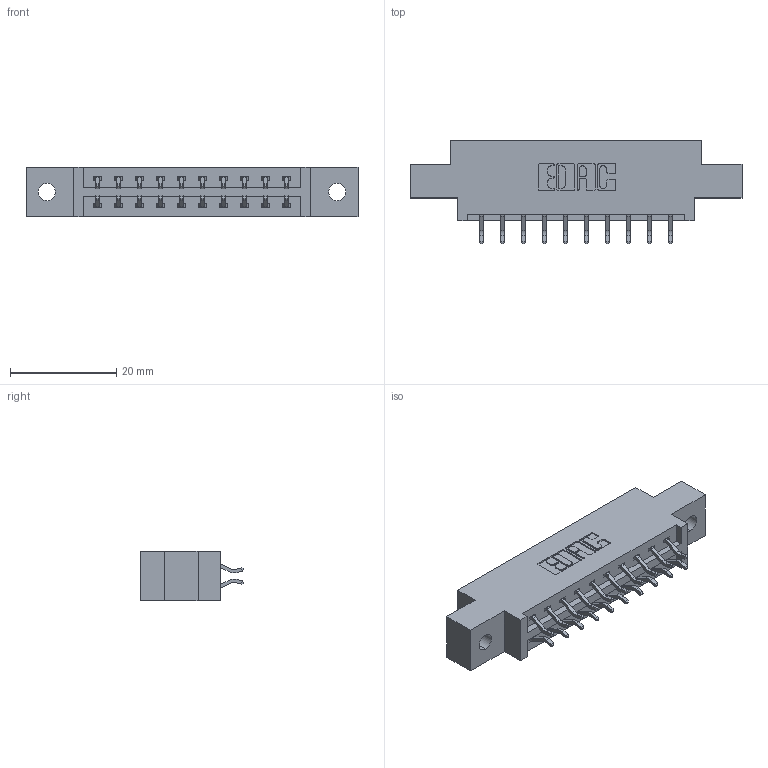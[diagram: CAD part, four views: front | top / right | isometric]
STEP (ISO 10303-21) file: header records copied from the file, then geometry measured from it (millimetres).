
FILE_DESCRIPTION (( 'STEP AP203' ), '1' );
FILE_NAME ('337-020-556-802.STEP', '2018-08-05T10:11:34', ( '' ), ( '' ), 'SwSTEP 2.0', 'SolidWorks 2016', '' );
FILE_SCHEMA (( 'CONFIG_CONTROL_DESIGN' ));
Length unit declared in the file: inch
Products named in the file (3): 337 Part_0.170 Offset - 0.128 Dia; 345-292-001_556 Tail; 337-020-556-802
Assembly tree (21 placements, depth 2):
  337-020-556-802
    337 Part_0.170 Offset - 0.128 Dia
    345-292-001_556 Tail  x20
Bounding box: 62.64 x 19.57 x 9.4 mm (x, y, z)
Volume: 6020.2 mm3; surface area: 6309 mm2
Topology: 21 solids, 21 shells, 1318 faces, 3903 edges, 2574 vertices
Faces by surface type: plane 914, cylinder 404
Entity records: 12247 total; most frequent: CARTESIAN_POINT 2106, ORIENTED_EDGE 2030, DIRECTION 1839, EDGE_CURVE 1015, VECTOR 879, LINE 879, VERTEX_POINT 674, AXIS2_PLACEMENT_3D 480
